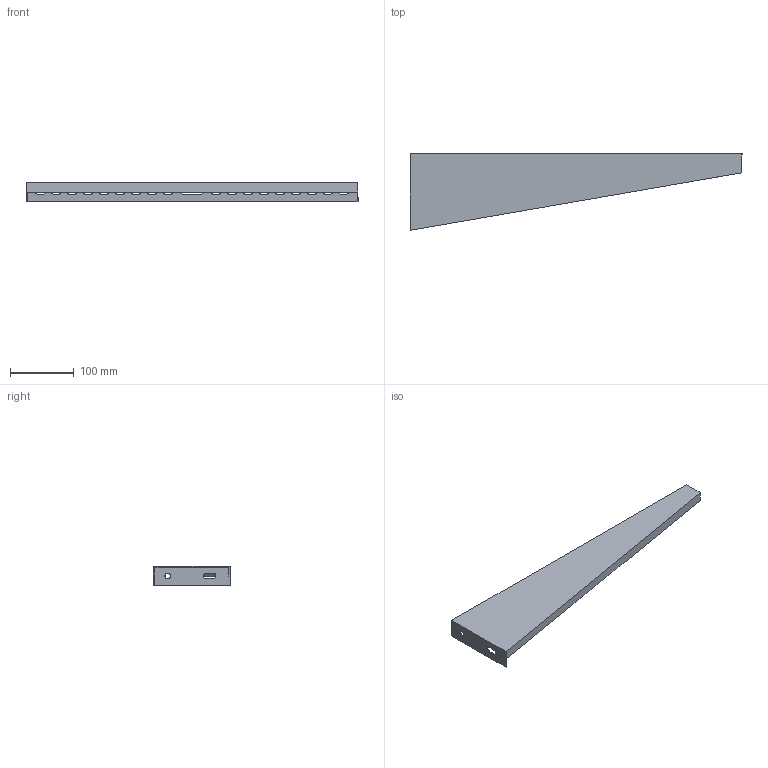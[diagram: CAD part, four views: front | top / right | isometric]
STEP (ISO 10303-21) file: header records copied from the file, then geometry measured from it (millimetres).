
FILE_DESCRIPTION (( 'STEP AP203' ), '1' );
FILE_NAME ('CLP1CW-500-1 Êðîíøòåéí íàñòåííûé îñí.500 ìì.STEP', '2016-03-16T06:24:47', ( '' ), ( '' ), 'SwSTEP 2.0', 'SolidWorks 2014', '' );
FILE_SCHEMA (( 'CONFIG_CONTROL_DESIGN' ));
Length unit declared in the file: millimetre
Products named in the file (1): CLP1CW-500-1 Êðîíøòåéí íàñòåííûé îñí.500 ìì
Bounding box: 520 x 120 x 30 mm (x, y, z)
Volume: 123090.5 mm3; surface area: 127250.5 mm2
Topology: 1 solids, 1 shells, 96 faces, 280 edges, 186 vertices
Faces by surface type: plane 54, cylinder 42
Full cylindrical faces by diameter (mm): 9 x1
Entity records: 3339 total; most frequent: CARTESIAN_POINT 572, ORIENTED_EDGE 556, DIRECTION 550, EDGE_CURVE 278, VECTOR 194, LINE 194, VERTEX_POINT 185, AXIS2_PLACEMENT_3D 178
